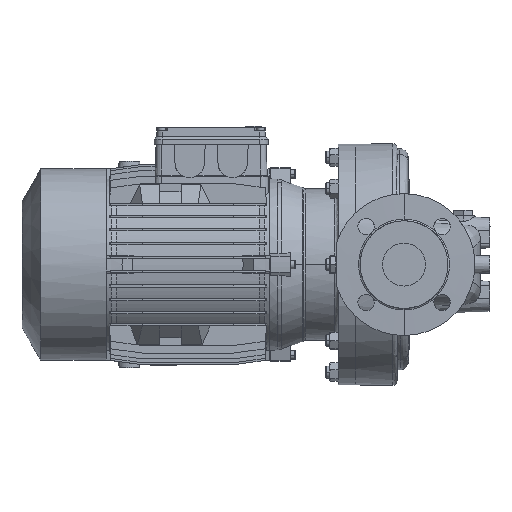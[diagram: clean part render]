
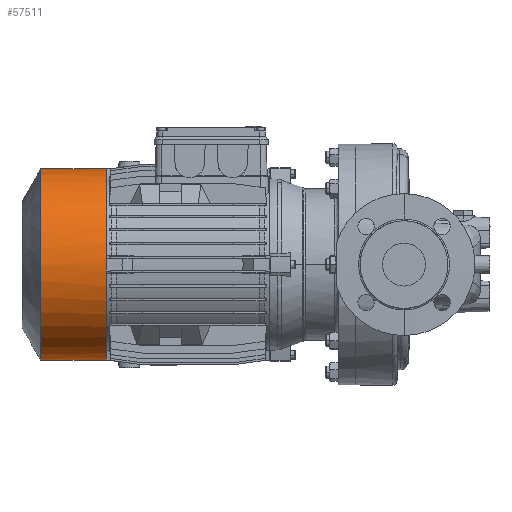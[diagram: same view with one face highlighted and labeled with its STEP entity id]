
A CAD part, left-side view. The second image highlights one B-rep face of the part: STEP entity #57511.
In plain terms, the highlighted cylindrical face has radius 111.3 mm (diameter 222.6 mm), a partial arc.
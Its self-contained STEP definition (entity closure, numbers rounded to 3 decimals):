
#261 = ORIENTED_EDGE ( 'NONE', *, *, #17875, .F. ) ;
#2451 = CARTESIAN_POINT ( 'NONE',  ( 0., 0., -95. ) ) ;
#4773 = CARTESIAN_POINT ( 'NONE',  ( 0., 111.3, -171.176 ) ) ;
#6661 = DIRECTION ( 'NONE',  ( 0., -1., 0. ) ) ;
#8635 = DIRECTION ( 'NONE',  ( 0., -1., 0. ) ) ;
#9830 = DIRECTION ( 'NONE',  ( 0., -1., 0. ) ) ;
#11119 = CARTESIAN_POINT ( 'NONE',  ( 0., 0., -95. ) ) ;
#15706 = DIRECTION ( 'NONE',  ( 0., 0., 1. ) ) ;
#16470 = CARTESIAN_POINT ( 'NONE',  ( 0., 0., -95. ) ) ;
#16991 = CYLINDRICAL_SURFACE ( 'NONE', #86347, 111.3 ) ;
#17058 = DIRECTION ( 'NONE',  ( 0., 0., 1. ) ) ;
#17846 = EDGE_CURVE ( 'NONE', #123581, #127214, #100934, .T. ) ;
#17875 = EDGE_CURVE ( 'NONE', #31264, #23625, #29303, .T. ) ;
#21688 = VECTOR ( 'NONE', #118175, 1000. ) ;
#22449 = ORIENTED_EDGE ( 'NONE', *, *, #112383, .F. ) ;
#23625 = VERTEX_POINT ( 'NONE', #65366 ) ;
#26786 = FACE_OUTER_BOUND ( 'NONE', #72579, .T. ) ;
#26871 = CARTESIAN_POINT ( 'NONE',  ( 0., 111.3, -95. ) ) ;
#29303 = CIRCLE ( 'NONE', #56427, 111.3 ) ;
#30301 = ORIENTED_EDGE ( 'NONE', *, *, #120470, .F. ) ;
#30689 = EDGE_CURVE ( 'NONE', #23625, #95771, #59886, .T. ) ;
#31264 = VERTEX_POINT ( 'NONE', #127071 ) ;
#31556 = CIRCLE ( 'NONE', #48215, 111.3 ) ;
#44560 = DIRECTION ( 'NONE',  ( 0., 0., 1. ) ) ;
#48215 = AXIS2_PLACEMENT_3D ( 'NONE', #11119, #121298, #9830 ) ;
#50999 = ORIENTED_EDGE ( 'NONE', *, *, #102204, .F. ) ;
#51407 = DIRECTION ( 'NONE',  ( 0., -1., 0. ) ) ;
#53537 = DIRECTION ( 'NONE',  ( 0., 0., 1. ) ) ;
#54811 = DIRECTION ( 'NONE',  ( 0., -1., 0. ) ) ;
#55827 = AXIS2_PLACEMENT_3D ( 'NONE', #125929, #17058, #107678 ) ;
#56427 = AXIS2_PLACEMENT_3D ( 'NONE', #2451, #60534, #51407 ) ;
#57511 = ADVANCED_FACE ( 'NONE', ( #26786 ), #16991, .T. ) ;
#57605 = CARTESIAN_POINT ( 'NONE',  ( 0., 0., -95. ) ) ;
#59886 = CIRCLE ( 'NONE', #55827, 111.3 ) ;
#60534 = DIRECTION ( 'NONE',  ( 0., 0., 1. ) ) ;
#60700 = CIRCLE ( 'NONE', #119011, 111.3 ) ;
#64779 = CARTESIAN_POINT ( 'NONE',  ( -7.543, 111.044, -95. ) ) ;
#65299 = CARTESIAN_POINT ( 'NONE',  ( 0., 0., -191.8 ) ) ;
#65366 = CARTESIAN_POINT ( 'NONE',  ( -111.044, -7.543, -95. ) ) ;
#66503 = CIRCLE ( 'NONE', #74787, 111.3 ) ;
#72579 = EDGE_LOOP ( 'NONE', ( #117296, #77911, #110739, #30301, #97401, #261, #50999, #22449 ) ) ;
#74301 = CIRCLE ( 'NONE', #124246, 111.3 ) ;
#74787 = AXIS2_PLACEMENT_3D ( 'NONE', #16470, #44560, #6661 ) ;
#74907 = CARTESIAN_POINT ( 'NONE',  ( -7.543, -111.044, -95. ) ) ;
#77911 = ORIENTED_EDGE ( 'NONE', *, *, #120715, .T. ) ;
#78452 = LINE ( 'NONE', #125386, #21688 ) ;
#84806 = CARTESIAN_POINT ( 'NONE',  ( 0., 0., -171.176 ) ) ;
#85441 = EDGE_CURVE ( 'NONE', #100222, #124207, #78452, .T. ) ;
#86347 = AXIS2_PLACEMENT_3D ( 'NONE', #65299, #15706, #95277 ) ;
#86965 = DIRECTION ( 'NONE',  ( 0., 0., 1. ) ) ;
#91829 = DIRECTION ( 'NONE',  ( 0., 0., 1. ) ) ;
#95277 = DIRECTION ( 'NONE',  ( 0., -1., 0. ) ) ;
#95771 = VERTEX_POINT ( 'NONE', #74907 ) ;
#97401 = ORIENTED_EDGE ( 'NONE', *, *, #30689, .F. ) ;
#100222 = VERTEX_POINT ( 'NONE', #4773 ) ;
#100313 = CARTESIAN_POINT ( 'NONE',  ( 0., -111.3, -171.176 ) ) ;
#100934 = LINE ( 'NONE', #101593, #120965 ) ;
#101593 = CARTESIAN_POINT ( 'NONE',  ( 0., -111.3, -191.8 ) ) ;
#102204 = EDGE_CURVE ( 'NONE', #112396, #31264, #74301, .T. ) ;
#107678 = DIRECTION ( 'NONE',  ( 0., -1., 0. ) ) ;
#110739 = ORIENTED_EDGE ( 'NONE', *, *, #17846, .T. ) ;
#112383 = EDGE_CURVE ( 'NONE', #124207, #112396, #66503, .T. ) ;
#112396 = VERTEX_POINT ( 'NONE', #64779 ) ;
#117296 = ORIENTED_EDGE ( 'NONE', *, *, #85441, .F. ) ;
#118175 = DIRECTION ( 'NONE',  ( 0., 0., 1. ) ) ;
#119011 = AXIS2_PLACEMENT_3D ( 'NONE', #84806, #53537, #54811 ) ;
#120470 = EDGE_CURVE ( 'NONE', #95771, #127214, #31556, .T. ) ;
#120715 = EDGE_CURVE ( 'NONE', #100222, #123581, #60700, .T. ) ;
#120965 = VECTOR ( 'NONE', #91829, 1000. ) ;
#121298 = DIRECTION ( 'NONE',  ( 0., 0., 1. ) ) ;
#123581 = VERTEX_POINT ( 'NONE', #100313 ) ;
#124207 = VERTEX_POINT ( 'NONE', #26871 ) ;
#124246 = AXIS2_PLACEMENT_3D ( 'NONE', #57605, #86965, #8635 ) ;
#125386 = CARTESIAN_POINT ( 'NONE',  ( 0., 111.3, -191.8 ) ) ;
#125929 = CARTESIAN_POINT ( 'NONE',  ( 0., 0., -95. ) ) ;
#126208 = CARTESIAN_POINT ( 'NONE',  ( 0., -111.3, -95. ) ) ;
#127071 = CARTESIAN_POINT ( 'NONE',  ( -111.044, 7.543, -95. ) ) ;
#127214 = VERTEX_POINT ( 'NONE', #126208 ) ;
